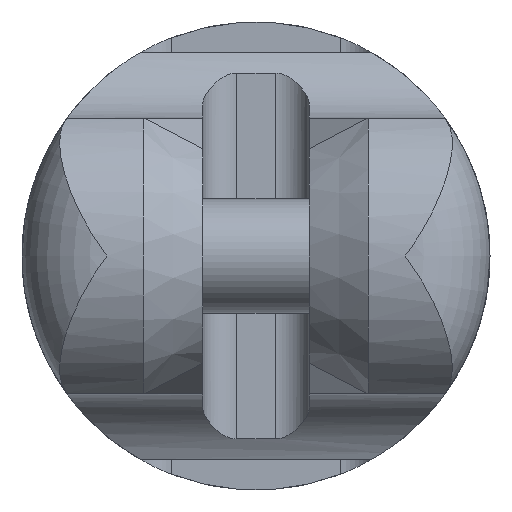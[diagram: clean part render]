
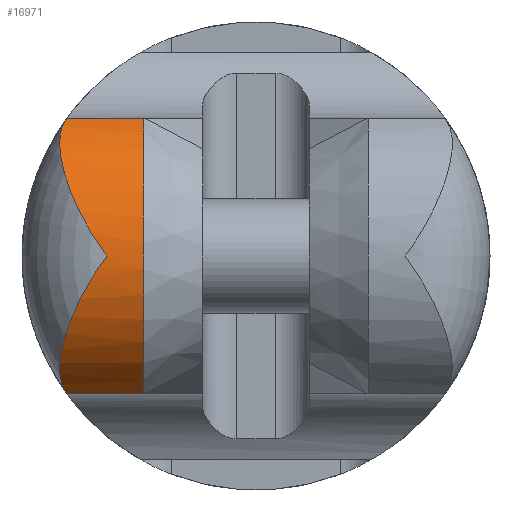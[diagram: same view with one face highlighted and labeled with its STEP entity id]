
A CAD part, front view. The second image highlights one B-rep face of the part: STEP entity #16971.
In plain terms, the highlighted cylindrical face has radius 45 mm (diameter 90 mm), a partial arc.
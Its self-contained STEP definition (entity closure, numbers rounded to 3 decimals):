
#13768=CARTESIAN_POINT('',(0.,0.,-44.));
#13769=CARTESIAN_POINT('',(0.,1.328,-44.99));
#13770=CARTESIAN_POINT('',(0.118,3.975,
-46.843));
#13771=CARTESIAN_POINT('',(0.636,7.87,
-49.267));
#13772=CARTESIAN_POINT('',(1.478,11.649,
-51.357));
#13773=CARTESIAN_POINT('',(2.619,15.285,
-53.133));
#13774=CARTESIAN_POINT('',(4.046,18.772,
-54.62));
#13775=CARTESIAN_POINT('',(5.725,22.065,
-55.817));
#13776=CARTESIAN_POINT('',(7.616,25.132,
-56.735));
#13777=CARTESIAN_POINT('',(9.7,27.982,
-57.389));
#13778=CARTESIAN_POINT('',(11.959,30.615,
-57.791));
#13779=CARTESIAN_POINT('',(14.362,33.016,
-57.941));
#13780=CARTESIAN_POINT('',(16.879,35.183,
-57.846));
#13781=CARTESIAN_POINT('',(19.517,37.137,
-57.501));
#13782=CARTESIAN_POINT('',(22.237,38.861,
-56.901));
#13783=CARTESIAN_POINT('',(24.077,39.853,
-56.33));
#13784=CARTESIAN_POINT('',(25.,40.311,-56.));
#13786=CARTESIAN_POINT('',(25.,-40.311,-56.));
#13787=CARTESIAN_POINT('',(24.08,-39.855,
-56.329));
#13788=CARTESIAN_POINT('',(22.243,-38.865,
-56.899));
#13789=CARTESIAN_POINT('',(19.516,-37.137,
-57.502));
#13790=CARTESIAN_POINT('',(16.867,-35.174,
-57.847));
#13791=CARTESIAN_POINT('',(14.34,-32.996,
-57.941));
#13792=CARTESIAN_POINT('',(11.923,-30.576,
-57.787));
#13793=CARTESIAN_POINT('',(9.662,-27.934,
-57.38));
#13794=CARTESIAN_POINT('',(7.577,-25.075,
-56.719));
#13795=CARTESIAN_POINT('',(5.687,-21.998,
-55.795));
#13796=CARTESIAN_POINT('',(4.017,-18.709,
-54.594));
#13797=CARTESIAN_POINT('',(2.603,-15.24,
-53.112));
#13798=CARTESIAN_POINT('',(1.463,-11.595,
-51.329));
#13799=CARTESIAN_POINT('',(0.626,-7.809,
-49.231));
#13800=CARTESIAN_POINT('',(0.114,-3.925,
-46.809));
#13801=CARTESIAN_POINT('',(0.,-1.309,-44.975));
#13802=CARTESIAN_POINT('',(0.,0.,-44.));
#13849=CARTESIAN_POINT('',(45.,0.,-33.071));
#13850=DIRECTION('',(0.,0.,1.));
#13851=DIRECTION('',(-0.436,0.9,0.));
#13852=AXIS2_PLACEMENT_3D('',#13849,#13850,#13851);
#13854=DIRECTION('',(0.,0.,-1.));
#13855=VECTOR('',#13854,22.793);
#13856=CARTESIAN_POINT('',(25.385,-40.5,-33.071));
#13857=LINE('',#13856,#13855);
#13957=CARTESIAN_POINT('',(25.385,40.5,-33.071));
#13959=DIRECTION('',(0.,0.,-1.));
#13960=VECTOR('',#13959,22.793);
#13961=CARTESIAN_POINT('',(25.385,40.5,-33.071));
#13962=LINE('',#13961,#13960);
#14532=CARTESIAN_POINT('',(25.,40.311,-56.));
#14533=CARTESIAN_POINT('',(25.064,40.343,
-55.977));
#14534=CARTESIAN_POINT('',(25.192,40.406,
-55.931));
#14535=CARTESIAN_POINT('',(25.321,40.469,
-55.886));
#14536=CARTESIAN_POINT('',(25.385,40.5,-55.864));
#14543=CARTESIAN_POINT('',(25.385,-40.5,-55.864));
#14544=CARTESIAN_POINT('',(25.321,-40.469,
-55.886));
#14545=CARTESIAN_POINT('',(25.192,-40.406,
-55.931));
#14546=CARTESIAN_POINT('',(25.064,-40.343,
-55.977));
#14547=CARTESIAN_POINT('',(25.,-40.311,-56.));
#14802=CARTESIAN_POINT('',(25.385,-40.5,-33.071));
#16240=VERTEX_POINT('',#13768);
#16241=VERTEX_POINT('',#13784);
#16242=VERTEX_POINT('',#13786);
#16247=CARTESIAN_POINT('',(25.385,-40.5,-55.864));
#16249=VERTEX_POINT('',#16247);
#16259=CARTESIAN_POINT('',(25.385,40.5,-55.864));
#16261=VERTEX_POINT('',#16259);
#16871=VERTEX_POINT('',#13957);
#16874=VERTEX_POINT('',#14802);
#16952=CARTESIAN_POINT('',(45.,0.,82.8));
#16953=DIRECTION('',(0.,0.,1.));
#16954=DIRECTION('',(1.,0.,0.));
#16955=AXIS2_PLACEMENT_3D('',#16952,#16953,#16954);
#16956=CYLINDRICAL_SURFACE('',#16955,45.);
#16958=ORIENTED_EDGE('',*,*,#16957,.T.);
#16960=ORIENTED_EDGE('',*,*,#16959,.T.);
#16962=ORIENTED_EDGE('',*,*,#16961,.T.);
#16963=ORIENTED_EDGE('',*,*,#16911,.T.);
#16964=ORIENTED_EDGE('',*,*,#16909,.T.);
#16966=ORIENTED_EDGE('',*,*,#16965,.T.);
#16968=ORIENTED_EDGE('',*,*,#16967,.F.);
#16969=EDGE_LOOP('',(#16958,#16960,#16962,#16963,#16964,#16966,#16968));
#16970=FACE_OUTER_BOUND('',#16969,.F.);
#16971=ADVANCED_FACE('',(#16970),#16956,.T.);
#13785=B_SPLINE_CURVE_WITH_KNOTS('',3,(#13768,#13769,#13770,#13771,#13772,
#13773,#13774,#13775,#13776,#13777,#13778,#13779,#13780,#13781,#13782,#13783,
#13784),.UNSPECIFIED.,.F.,.F.,(4,1,1,1,1,1,1,1,1,1,1,1,1,1,4),(0.,
0.071,0.143,0.214,0.286,
0.357,0.429,0.5,0.571,0.643,
0.714,0.786,0.857,0.929,1.),
.UNSPECIFIED.);
#13803=B_SPLINE_CURVE_WITH_KNOTS('',3,(#13786,#13787,#13788,#13789,#13790,
#13791,#13792,#13793,#13794,#13795,#13796,#13797,#13798,#13799,#13800,#13801,
#13802),.UNSPECIFIED.,.F.,.F.,(4,1,1,1,1,1,1,1,1,1,1,1,1,1,4),(0.,
0.071,0.143,0.214,0.286,
0.357,0.429,0.5,0.571,0.643,
0.714,0.786,0.857,0.929,1.),
.UNSPECIFIED.);
#13853=CIRCLE('',#13852,45.);
#14537=B_SPLINE_CURVE_WITH_KNOTS('',3,(#14532,#14533,#14534,#14535,#14536),
.UNSPECIFIED.,.F.,.F.,(4,1,4),(0.,0.5,1.),.UNSPECIFIED.);
#14548=B_SPLINE_CURVE_WITH_KNOTS('',3,(#14543,#14544,#14545,#14546,#14547),
.UNSPECIFIED.,.F.,.F.,(4,1,4),(0.,0.5,1.),.UNSPECIFIED.);
#16909=EDGE_CURVE('',#16240,#16241,#13785,.T.);
#16911=EDGE_CURVE('',#16242,#16240,#13803,.T.);
#16957=EDGE_CURVE('',#16871,#16874,#13853,.T.);
#16959=EDGE_CURVE('',#16874,#16249,#13857,.T.);
#16961=EDGE_CURVE('',#16249,#16242,#14548,.T.);
#16965=EDGE_CURVE('',#16241,#16261,#14537,.T.);
#16967=EDGE_CURVE('',#16871,#16261,#13962,.T.);
